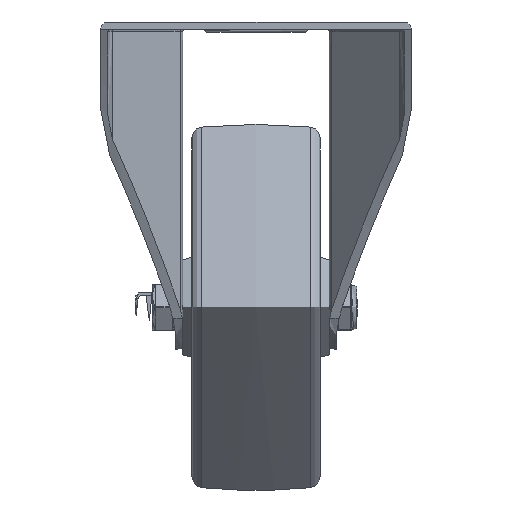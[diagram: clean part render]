
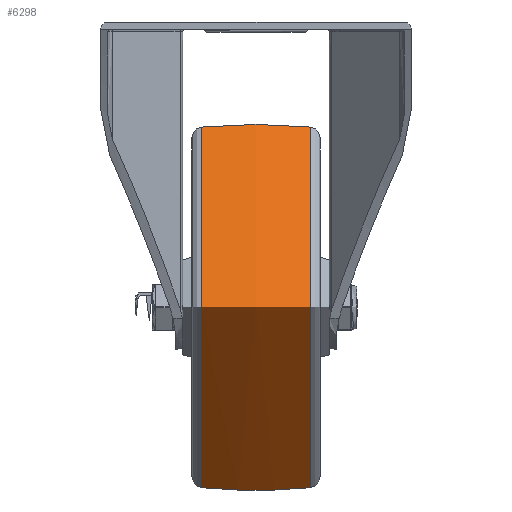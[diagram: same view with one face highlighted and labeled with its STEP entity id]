
A CAD part, left-side view. The second image highlights one B-rep face of the part: STEP entity #6298.
In plain terms, the highlighted free-form (B-spline) face has degree [2, 2] with [3, 9] control points.
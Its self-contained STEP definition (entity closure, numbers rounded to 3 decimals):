
#41=(
BOUNDED_SURFACE()
B_SPLINE_SURFACE(2,2,((#10399,#10400,#10401,#10402,#10403,#10404,#10405,
#10406,#10407),(#10408,#10409,#10410,#10411,#10412,#10413,#10414,#10415,
#10416),(#10417,#10418,#10419,#10420,#10421,#10422,#10423,#10424,#10425)),
 .UNSPECIFIED.,.F.,.T.,.F.)
B_SPLINE_SURFACE_WITH_KNOTS((3,3),(3,2,2,2,3),(-0.096,0.096),
(-3.142,-1.571,0.,1.571,3.142),
 .UNSPECIFIED.)
GEOMETRIC_REPRESENTATION_ITEM()
RATIONAL_B_SPLINE_SURFACE(((1.,0.707,1.,0.707,1.,
0.707,1.,0.707,1.),(0.995,0.704,
0.995,0.704,0.995,0.704,0.995,
0.704,0.995),(1.,0.707,1.,0.707,
1.,0.707,1.,0.707,1.)))
REPRESENTATION_ITEM('')
SURFACE()
);
#797=FACE_OUTER_BOUND('',#1216,.T.);
#1216=EDGE_LOOP('',(#4920,#4921,#4922,#4923));
#2381=CIRCLE('',#6935,49.287);
#2383=CIRCLE('',#6937,49.287);
#2384=CIRCLE('',#6938,153.625);
#2810=VERTEX_POINT('',#10396);
#2811=VERTEX_POINT('',#10426);
#3554=EDGE_CURVE('',#2810,#2810,#2381,.T.);
#3556=EDGE_CURVE('',#2811,#2811,#2383,.T.);
#3557=EDGE_CURVE('',#2811,#2810,#2384,.T.);
#4920=ORIENTED_EDGE('',*,*,#3556,.F.);
#4921=ORIENTED_EDGE('',*,*,#3557,.T.);
#4922=ORIENTED_EDGE('',*,*,#3554,.T.);
#4923=ORIENTED_EDGE('',*,*,#3557,.F.);
#6298=ADVANCED_FACE('',(#797),#41,.F.);
#6935=AXIS2_PLACEMENT_3D('',#10397,#8167,#8168);
#6937=AXIS2_PLACEMENT_3D('',#10427,#8171,#8172);
#6938=AXIS2_PLACEMENT_3D('',#10428,#8173,#8174);
#8167=DIRECTION('center_axis',(0.,1.,0.));
#8168=DIRECTION('ref_axis',(1.,0.,0.));
#8171=DIRECTION('center_axis',(0.,1.,0.));
#8172=DIRECTION('ref_axis',(1.,0.,0.));
#8173=DIRECTION('center_axis',(-1.,0.,0.));
#8174=DIRECTION('ref_axis',(0.,0.,-1.));
#10396=CARTESIAN_POINT('',(0.,-14.789,-49.287));
#10397=CARTESIAN_POINT('Origin',(0.,-14.789,0.));
#10399=CARTESIAN_POINT('Ctrl Pts',(0.,-14.789,-49.287));
#10400=CARTESIAN_POINT('Ctrl Pts',(-49.287,-14.789,
-49.287));
#10401=CARTESIAN_POINT('Ctrl Pts',(-49.287,-14.789,
0.));
#10402=CARTESIAN_POINT('Ctrl Pts',(-49.287,-14.789,
49.287));
#10403=CARTESIAN_POINT('Ctrl Pts',(0.,-14.789,49.287));
#10404=CARTESIAN_POINT('Ctrl Pts',(49.287,-14.789,49.287));
#10405=CARTESIAN_POINT('Ctrl Pts',(49.287,-14.789,0.));
#10406=CARTESIAN_POINT('Ctrl Pts',(49.287,-14.789,-49.287));
#10407=CARTESIAN_POINT('Ctrl Pts',(0.,-14.789,-49.287));
#10408=CARTESIAN_POINT('Ctrl Pts',(0.,0.,-50.717));
#10409=CARTESIAN_POINT('Ctrl Pts',(-50.717,0.,
-50.717));
#10410=CARTESIAN_POINT('Ctrl Pts',(-50.717,0.,
0.));
#10411=CARTESIAN_POINT('Ctrl Pts',(-50.717,0.,
50.717));
#10412=CARTESIAN_POINT('Ctrl Pts',(0.,0.,50.717));
#10413=CARTESIAN_POINT('Ctrl Pts',(50.717,0.,
50.717));
#10414=CARTESIAN_POINT('Ctrl Pts',(50.717,0.,
0.));
#10415=CARTESIAN_POINT('Ctrl Pts',(50.717,0.,
-50.717));
#10416=CARTESIAN_POINT('Ctrl Pts',(0.,0.,-50.717));
#10417=CARTESIAN_POINT('Ctrl Pts',(0.,14.789,-49.287));
#10418=CARTESIAN_POINT('Ctrl Pts',(-49.287,14.789,-49.287));
#10419=CARTESIAN_POINT('Ctrl Pts',(-49.287,14.789,0.));
#10420=CARTESIAN_POINT('Ctrl Pts',(-49.287,14.789,49.287));
#10421=CARTESIAN_POINT('Ctrl Pts',(0.,14.789,49.287));
#10422=CARTESIAN_POINT('Ctrl Pts',(49.287,14.789,49.287));
#10423=CARTESIAN_POINT('Ctrl Pts',(49.287,14.789,0.));
#10424=CARTESIAN_POINT('Ctrl Pts',(49.287,14.789,-49.287));
#10425=CARTESIAN_POINT('Ctrl Pts',(0.,14.789,-49.287));
#10426=CARTESIAN_POINT('',(0.,14.789,-49.287));
#10427=CARTESIAN_POINT('Origin',(0.,14.789,0.));
#10428=CARTESIAN_POINT('Origin',(0.,0.,103.625));
